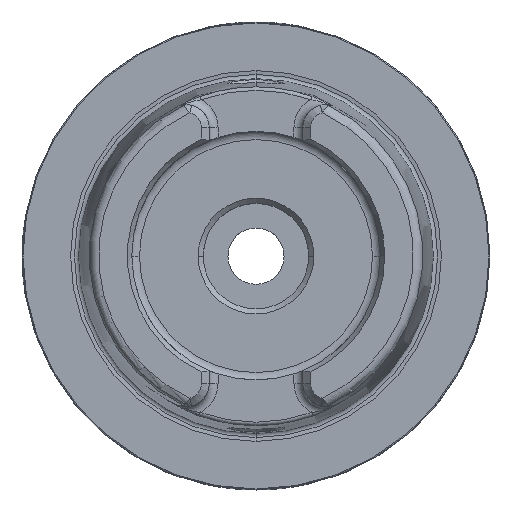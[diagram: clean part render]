
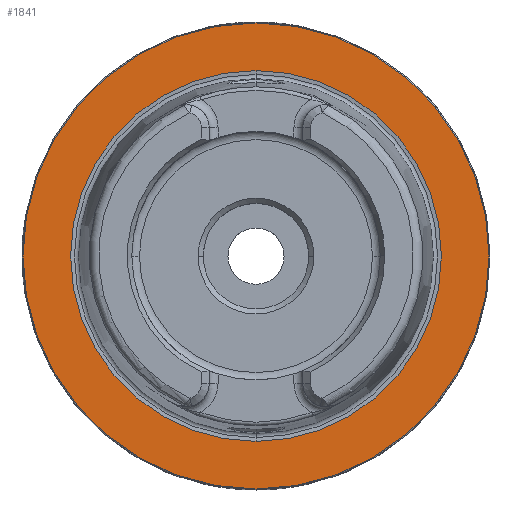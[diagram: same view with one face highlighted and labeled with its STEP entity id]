
A CAD part, top view. The second image highlights one B-rep face of the part: STEP entity #1841.
In plain terms, the highlighted planar face has unit normal (0, 0, 1).
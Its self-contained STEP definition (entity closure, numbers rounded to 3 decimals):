
#31 = CARTESIAN_POINT ( 'NONE',  ( 0., 49.765, 0. ) ) ;
#792 = EDGE_CURVE ( 'NONE', #4915, #7396, #6915, .T. ) ;
#1488 = EDGE_LOOP ( 'NONE', ( #5210, #5836 ) ) ;
#1676 = EDGE_CURVE ( 'NONE', #6953, #11459, #12275, .T. ) ;
#1841 = ADVANCED_FACE ( 'NONE', ( #4757, #7057 ), #8270, .T. ) ;
#2847 = CIRCLE ( 'NONE', #5043, 39.59 ) ;
#3130 = CARTESIAN_POINT ( 'NONE',  ( 0., -39.59, 0. ) ) ;
#3166 = CIRCLE ( 'NONE', #4034, 49.765 ) ;
#3264 = DIRECTION ( 'NONE',  ( 0., 0., 1. ) ) ;
#3278 = DIRECTION ( 'NONE',  ( 0., -1., 0. ) ) ;
#3339 = DIRECTION ( 'NONE',  ( 0., 0., 1. ) ) ;
#3582 = CARTESIAN_POINT ( 'NONE',  ( 0., 0., 0. ) ) ;
#3810 = AXIS2_PLACEMENT_3D ( 'NONE', #3582, #8133, #6219 ) ;
#4034 = AXIS2_PLACEMENT_3D ( 'NONE', #9049, #3339, #9977 ) ;
#4226 = AXIS2_PLACEMENT_3D ( 'NONE', #8859, #3264, #3278 ) ;
#4316 = CARTESIAN_POINT ( 'NONE',  ( 0., 0., 0. ) ) ;
#4510 = CARTESIAN_POINT ( 'NONE',  ( 0., -49.765, 0. ) ) ;
#4757 = FACE_OUTER_BOUND ( 'NONE', #1488, .T. ) ;
#4915 = VERTEX_POINT ( 'NONE', #4510 ) ;
#5043 = AXIS2_PLACEMENT_3D ( 'NONE', #4316, #10929, #5315 ) ;
#5210 = ORIENTED_EDGE ( 'NONE', *, *, #792, .T. ) ;
#5315 = DIRECTION ( 'NONE',  ( 0., 1., 0. ) ) ;
#5320 = CARTESIAN_POINT ( 'NONE',  ( 0., 39.59, 0. ) ) ;
#5551 = DIRECTION ( 'NONE',  ( 0., -1., 0. ) ) ;
#5739 = EDGE_CURVE ( 'NONE', #7396, #4915, #3166, .T. ) ;
#5758 = EDGE_CURVE ( 'NONE', #11459, #6953, #2847, .T. ) ;
#5836 = ORIENTED_EDGE ( 'NONE', *, *, #5739, .T. ) ;
#6219 = DIRECTION ( 'NONE',  ( 0., 1., 0. ) ) ;
#6536 = DIRECTION ( 'NONE',  ( 0., 0., 1. ) ) ;
#6915 = CIRCLE ( 'NONE', #7958, 49.765 ) ;
#6953 = VERTEX_POINT ( 'NONE', #3130 ) ;
#7057 = FACE_BOUND ( 'NONE', #12250, .T. ) ;
#7396 = VERTEX_POINT ( 'NONE', #31 ) ;
#7958 = AXIS2_PLACEMENT_3D ( 'NONE', #9302, #6536, #5551 ) ;
#8133 = DIRECTION ( 'NONE',  ( 0., 0., -1. ) ) ;
#8270 = PLANE ( 'NONE',  #4226 ) ;
#8859 = CARTESIAN_POINT ( 'NONE',  ( 0., 49.965, 0. ) ) ;
#9049 = CARTESIAN_POINT ( 'NONE',  ( 0., 0., 0. ) ) ;
#9209 = ORIENTED_EDGE ( 'NONE', *, *, #5758, .T. ) ;
#9302 = CARTESIAN_POINT ( 'NONE',  ( 0., 0., 0. ) ) ;
#9977 = DIRECTION ( 'NONE',  ( 0., -1., 0. ) ) ;
#10929 = DIRECTION ( 'NONE',  ( 0., 0., -1. ) ) ;
#11459 = VERTEX_POINT ( 'NONE', #5320 ) ;
#11613 = ORIENTED_EDGE ( 'NONE', *, *, #1676, .T. ) ;
#12250 = EDGE_LOOP ( 'NONE', ( #11613, #9209 ) ) ;
#12275 = CIRCLE ( 'NONE', #3810, 39.59 ) ;
